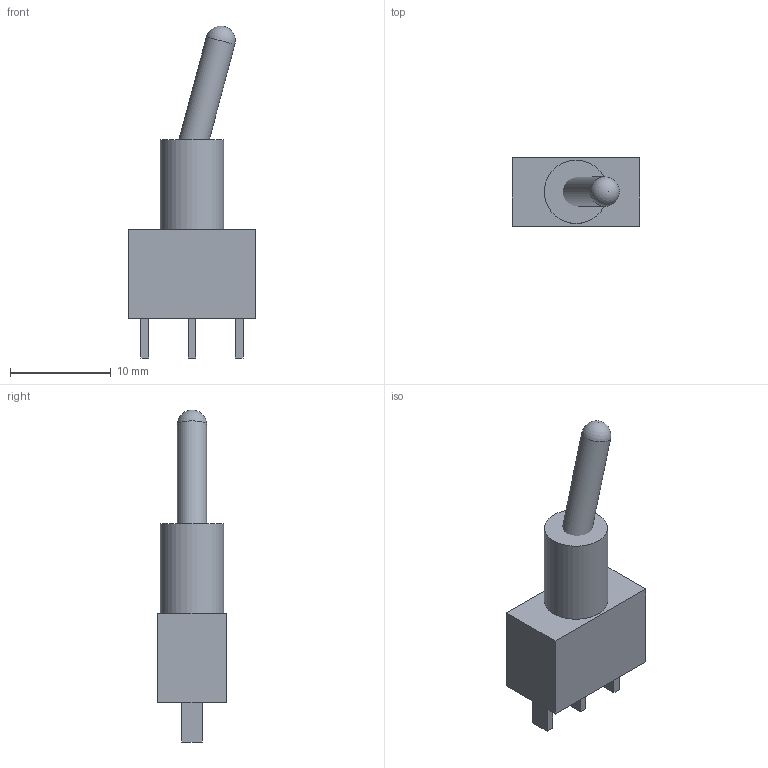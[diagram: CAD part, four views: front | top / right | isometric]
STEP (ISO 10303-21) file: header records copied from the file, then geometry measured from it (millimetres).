
FILE_DESCRIPTION(('FreeCAD Model'),'2;1');
FILE_NAME('switch_CK.stp', '2020-03-08T16:20:00',('Author'),(''), 'Open CASCADE STEP processor 7.3','FreeCAD','Unknown');
FILE_SCHEMA(('AUTOMOTIVE_DESIGN { 1 0 10303 214 1 1 1 1 }'));
Length unit declared in the file: millimetre
Products named in the file (7): Unnamed; Cube; Cylinder; Cube001; Cube002; Cube003; Fusion
Assembly tree (6 placements, depth 2):
  Unnamed
    Cube
    Cylinder
    Cube001
    Cube002
    Cube003
    Fusion
Bounding box: 12.7 x 6.86 x 33.02 mm (x, y, z)
Volume: 1150.1 mm3; surface area: 956.5 mm2
Topology: 6 solids, 6 shells, 30 faces, 56 edges, 37 vertices
Faces by surface type: plane 27, cylinder 2, sphere 1
Full cylindrical faces by diameter (mm): 2.92 x1, 6.3 x1
Entity records: 1626 total; most frequent: DIRECTION 244, CARTESIAN_POINT 239, LINE 157, VECTOR 157, ORIENTED_EDGE 110, PCURVE 110, DEFINITIONAL_REPRESENTATION 110, EDGE_CURVE 55
